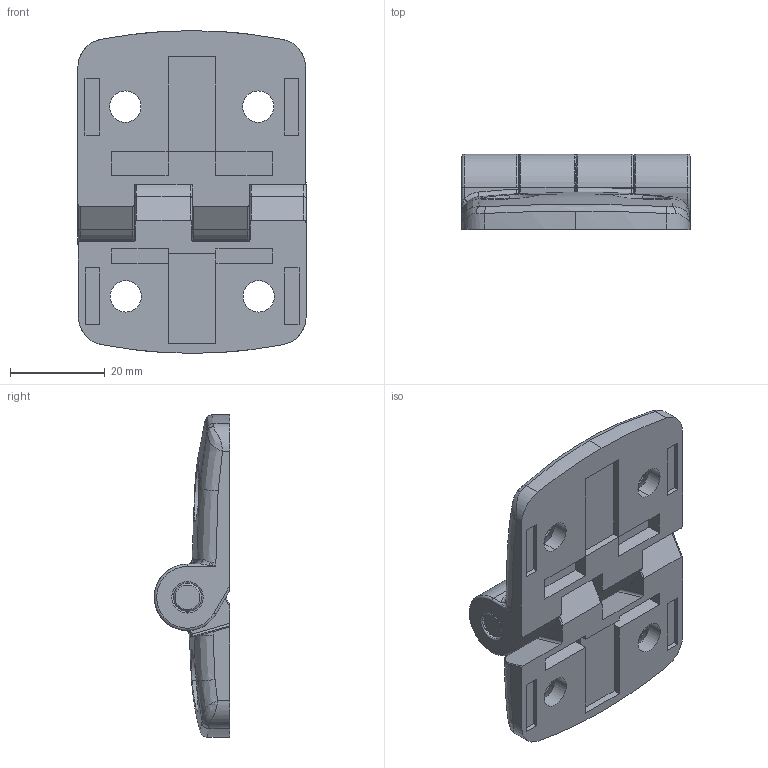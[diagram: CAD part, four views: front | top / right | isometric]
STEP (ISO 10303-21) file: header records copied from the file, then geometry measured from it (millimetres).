
FILE_DESCRIPTION(('STEP AP214'),'1');
FILE_NAME('fath_095k3040f00.stp','2017-10-10T13:25:26',('TraceParts'),('TraceParts S.A.'),'Spatial InterOp 3D',' ',' ');
FILE_SCHEMA(('automotive_design'));
Length unit declared in the file: millimetre
Products named in the file (3): fath_095k3040f00_1; fath_095k3040f00_2; fath_095k3040f00_3
Bounding box: 48.1 x 15.9 x 68 mm (x, y, z)
Volume: 22137.8 mm3; surface area: 12249.1 mm2
Topology: 3 solids, 3 shells, 238 faces, 592 edges, 356 vertices
Faces by surface type: plane 76, cylinder 66, bspline 57, torus 25, cone 14
Entity records: 11300 total; most frequent: CARTESIAN_POINT 4160, ORIENTED_EDGE 1166, DIRECTION 950, EDGE_CURVE 583, VERTEX_POINT 356, AXIS2_PLACEMENT_3D 351, EDGE_LOOP 259, LINE 248
